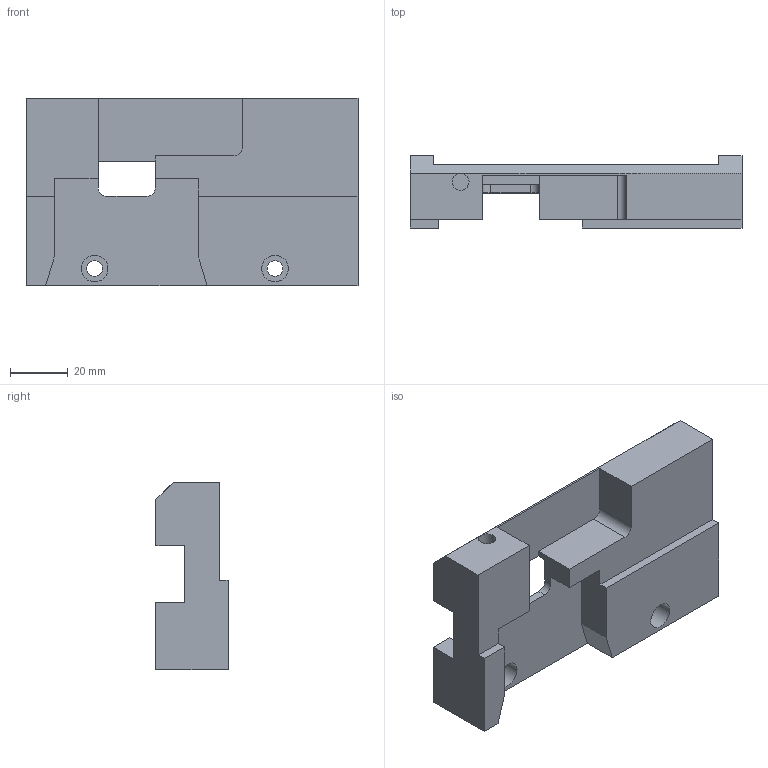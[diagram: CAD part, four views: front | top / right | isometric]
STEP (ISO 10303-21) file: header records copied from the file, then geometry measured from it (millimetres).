
FILE_DESCRIPTION(('FreeCAD Model'),'2;1');
FILE_NAME('support gauche.step','2021-01-26T18:39:11',('Author'),(''), 'Open CASCADE STEP processor 7.3','FreeCAD','Unknown');
FILE_SCHEMA(('AUTOMOTIVE_DESIGN { 1 0 10303 214 1 1 1 1 }'));
Length unit declared in the file: millimetre
Products named in the file (1): Body
Bounding box: 115 x 25 x 65 mm (x, y, z)
Volume: 96575.8 mm3; surface area: 25739.1 mm2
Topology: 1 solids, 1 shells, 48 faces, 135 edges, 90 vertices
Faces by surface type: plane 40, cylinder 8
Full cylindrical faces by diameter (mm): 5.5 x2, 5.9 x1, 9.2 x2
Entity records: 3344 total; most frequent: CARTESIAN_POINT 586, DIRECTION 512, LINE 373, VECTOR 373, ORIENTED_EDGE 270, PCURVE 270, DEFINITIONAL_REPRESENTATION 270, EDGE_CURVE 135
